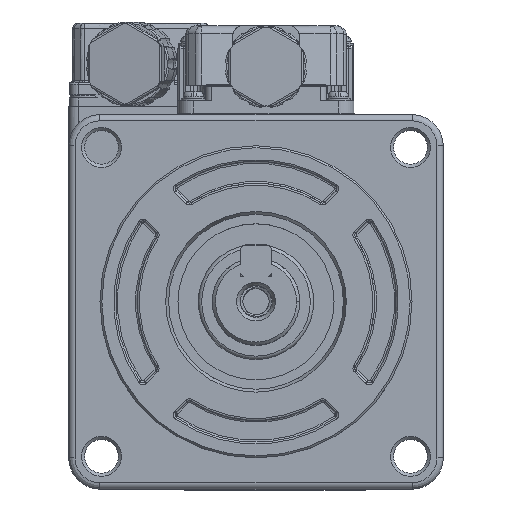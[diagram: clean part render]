
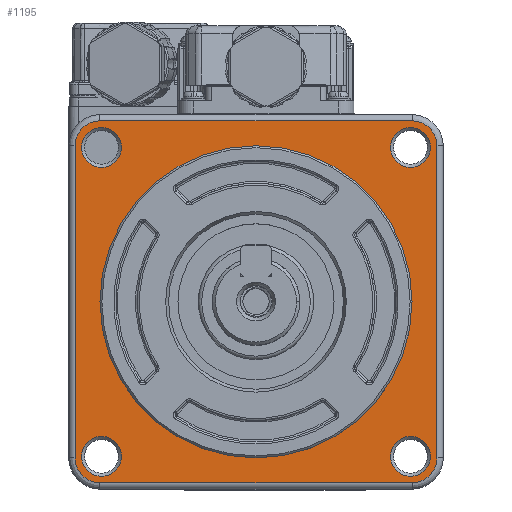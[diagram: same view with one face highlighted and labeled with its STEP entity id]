
A CAD part, top view. The second image highlights one B-rep face of the part: STEP entity #1195.
In plain terms, the highlighted planar face has unit normal (0, 0, 1).
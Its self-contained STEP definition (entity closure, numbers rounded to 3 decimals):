
#649=CARTESIAN_POINT('',(-121.,-25.,-29.6));
#650=VERTEX_POINT('',#649);
#666=CARTESIAN_POINT('',(-121.,25.,-29.6));
#667=VERTEX_POINT('',#666);
#675=CARTESIAN_POINT('',(-121.,25.,-29.6));
#676=DIRECTION('',(0.,-1.,0.));
#677=VECTOR('',#676,50.);
#678=LINE('',#675,#677);
#679=EDGE_CURVE('',#667,#650,#678,.T.);
#1022=CARTESIAN_POINT('',(-125.,29.,-29.6));
#1023=VERTEX_POINT('',#1022);
#1031=CARTESIAN_POINT('',(-125.,25.,-29.6));
#1032=DIRECTION('',(0.,1.,0.));
#1033=DIRECTION('',(0.,0.,-1.));
#1034=AXIS2_PLACEMENT_3D('',#1031,#1033,#1032);
#1035=CIRCLE('',#1034,4.);
#1036=EDGE_CURVE('',#1023,#667,#1035,.T.);
#1069=CARTESIAN_POINT('',(-125.,-29.,-29.6));
#1070=VERTEX_POINT('',#1069);
#1080=CARTESIAN_POINT('',(-125.,-25.,-29.6));
#1081=DIRECTION('',(1.,0.,0.));
#1082=DIRECTION('',(0.,0.,-1.));
#1083=AXIS2_PLACEMENT_3D('',#1080,#1082,#1081);
#1084=CIRCLE('',#1083,4.);
#1085=EDGE_CURVE('',#650,#1070,#1084,.T.);
#1090=CARTESIAN_POINT('',(-150.,0.,-29.6));
#1091=DIRECTION('',(0.,1.,0.));
#1092=DIRECTION('',(0.,-0.,1.));
#1093=AXIS2_PLACEMENT_3D('',#1090,#1092,#1091);
#1094=PLANE('',#1093);
#1095=ORIENTED_EDGE('',*,*,#1085,.F.);
#1096=ORIENTED_EDGE('',*,*,#679,.F.);
#1097=ORIENTED_EDGE('',*,*,#1036,.F.);
#1098=CARTESIAN_POINT('',(-175.,29.,-29.6));
#1099=VERTEX_POINT('',#1098);
#1100=CARTESIAN_POINT('',(-125.,29.,-29.6));
#1101=DIRECTION('',(-1.,0.,0.));
#1102=VECTOR('',#1101,50.);
#1103=LINE('',#1100,#1102);
#1104=EDGE_CURVE('',#1023,#1099,#1103,.T.);
#1105=ORIENTED_EDGE('',*,*,#1104,.T.);
#1106=CARTESIAN_POINT('',(-179.,25.,-29.6));
#1107=VERTEX_POINT('',#1106);
#1108=CARTESIAN_POINT('',(-175.,25.,-29.6));
#1109=DIRECTION('',(0.,1.,0.));
#1110=DIRECTION('',(0.,0.,1.));
#1111=AXIS2_PLACEMENT_3D('',#1108,#1110,#1109);
#1112=CIRCLE('',#1111,4.);
#1113=EDGE_CURVE('',#1099,#1107,#1112,.T.);
#1114=ORIENTED_EDGE('',*,*,#1113,.T.);
#1115=CARTESIAN_POINT('',(-179.,-25.,-29.6));
#1116=VERTEX_POINT('',#1115);
#1117=CARTESIAN_POINT('',(-179.,25.,-29.6));
#1118=DIRECTION('',(0.,-1.,0.));
#1119=VECTOR('',#1118,50.);
#1120=LINE('',#1117,#1119);
#1121=EDGE_CURVE('',#1107,#1116,#1120,.T.);
#1122=ORIENTED_EDGE('',*,*,#1121,.T.);
#1123=CARTESIAN_POINT('',(-175.,-29.,-29.6));
#1124=VERTEX_POINT('',#1123);
#1125=CARTESIAN_POINT('',(-175.,-25.,-29.6));
#1126=DIRECTION('',(-1.,0.,0.));
#1127=DIRECTION('',(0.,0.,1.));
#1128=AXIS2_PLACEMENT_3D('',#1125,#1127,#1126);
#1129=CIRCLE('',#1128,4.);
#1130=EDGE_CURVE('',#1116,#1124,#1129,.T.);
#1131=ORIENTED_EDGE('',*,*,#1130,.T.);
#1132=CARTESIAN_POINT('',(-175.,-29.,-29.6));
#1133=DIRECTION('',(1.,0.,0.));
#1134=VECTOR('',#1133,50.);
#1135=LINE('',#1132,#1134);
#1136=EDGE_CURVE('',#1124,#1070,#1135,.T.);
#1137=ORIENTED_EDGE('',*,*,#1136,.T.);
#1138=EDGE_LOOP('',(#1095,#1096,#1097,#1105,#1114,#1122,#1131,#1137));
#1139=FACE_OUTER_BOUND('',#1138,.T.);
#1140=CARTESIAN_POINT('',(-125.,0.,-29.6));
#1141=VERTEX_POINT('',#1140);
#1142=CARTESIAN_POINT('',(-150.,0.,-29.6));
#1143=DIRECTION('',(1.,0.,0.));
#1144=DIRECTION('',(0.,0.,-1.));
#1145=AXIS2_PLACEMENT_3D('',#1142,#1144,#1143);
#1146=CIRCLE('',#1145,25.);
#1147=EDGE_CURVE('',#1141,#1141,#1146,.T.);
#1148=ORIENTED_EDGE('',*,*,#1147,.T.);
#1149=EDGE_LOOP('',(#1148));
#1150=FACE_BOUND('',#1149,.T.);
#1151=CARTESIAN_POINT('',(-177.949,24.749,-29.6));
#1152=VERTEX_POINT('',#1151);
#1153=CARTESIAN_POINT('',(-174.749,24.749,-29.6));
#1154=DIRECTION('',(-1.,0.,0.));
#1155=DIRECTION('',(0.,0.,-1.));
#1156=AXIS2_PLACEMENT_3D('',#1153,#1155,#1154);
#1157=CIRCLE('',#1156,3.2);
#1158=EDGE_CURVE('',#1152,#1152,#1157,.T.);
#1159=ORIENTED_EDGE('',*,*,#1158,.T.);
#1160=EDGE_LOOP('',(#1159));
#1161=FACE_BOUND('',#1160,.T.);
#1162=CARTESIAN_POINT('',(-128.451,-24.749,-29.6));
#1163=VERTEX_POINT('',#1162);
#1164=CARTESIAN_POINT('',(-125.251,-24.749,-29.6));
#1165=DIRECTION('',(-1.,0.,0.));
#1166=DIRECTION('',(0.,0.,-1.));
#1167=AXIS2_PLACEMENT_3D('',#1164,#1166,#1165);
#1168=CIRCLE('',#1167,3.2);
#1169=EDGE_CURVE('',#1163,#1163,#1168,.T.);
#1170=ORIENTED_EDGE('',*,*,#1169,.T.);
#1171=EDGE_LOOP('',(#1170));
#1172=FACE_BOUND('',#1171,.T.);
#1173=CARTESIAN_POINT('',(-177.949,-24.749,-29.6));
#1174=VERTEX_POINT('',#1173);
#1175=CARTESIAN_POINT('',(-174.749,-24.749,-29.6));
#1176=DIRECTION('',(-1.,0.,0.));
#1177=DIRECTION('',(0.,0.,-1.));
#1178=AXIS2_PLACEMENT_3D('',#1175,#1177,#1176);
#1179=CIRCLE('',#1178,3.2);
#1180=EDGE_CURVE('',#1174,#1174,#1179,.T.);
#1181=ORIENTED_EDGE('',*,*,#1180,.T.);
#1182=EDGE_LOOP('',(#1181));
#1183=FACE_BOUND('',#1182,.T.);
#1184=CARTESIAN_POINT('',(-128.451,24.749,-29.6));
#1185=VERTEX_POINT('',#1184);
#1186=CARTESIAN_POINT('',(-125.251,24.749,-29.6));
#1187=DIRECTION('',(-1.,0.,0.));
#1188=DIRECTION('',(0.,0.,-1.));
#1189=AXIS2_PLACEMENT_3D('',#1186,#1188,#1187);
#1190=CIRCLE('',#1189,3.2);
#1191=EDGE_CURVE('',#1185,#1185,#1190,.T.);
#1192=ORIENTED_EDGE('',*,*,#1191,.T.);
#1193=EDGE_LOOP('',(#1192));
#1194=FACE_BOUND('',#1193,.T.);
#1195=ADVANCED_FACE('',(#1139,#1150,#1161,#1172,#1183,#1194),#1094,.T.);
